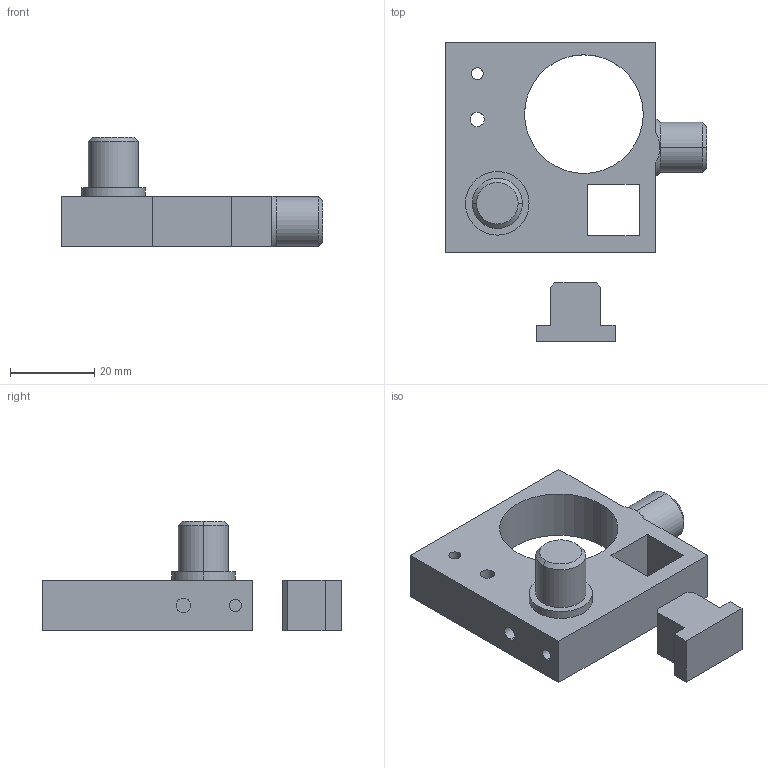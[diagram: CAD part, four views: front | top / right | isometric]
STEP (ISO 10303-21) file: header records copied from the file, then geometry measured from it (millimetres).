
FILE_DESCRIPTION (( 'STEP AP203' ), '1' );
FILE_NAME ('00_calibration.step', '2021-01-10T11:54:33', ( '' ), ( '' ), 'SwSTEP 2.0', 'SolidWorks 2020', '' );
FILE_SCHEMA (( 'CONFIG_CONTROL_DESIGN' ));
Length unit declared in the file: millimetre
Products named in the file (1): 00_calibration
Bounding box: 62 x 71.22 x 26 mm (x, y, z)
Volume: 25602 mm3; surface area: 10089.8 mm2
Topology: 2 solids, 2 shells, 53 faces, 129 edges, 84 vertices
Faces by surface type: plane 31, cylinder 16, cone 6
Entity records: 1664 total; most frequent: CARTESIAN_POINT 297, DIRECTION 271, ORIENTED_EDGE 258, EDGE_CURVE 129, AXIS2_PLACEMENT_3D 94, VERTEX_POINT 84, LINE 83, VECTOR 83
